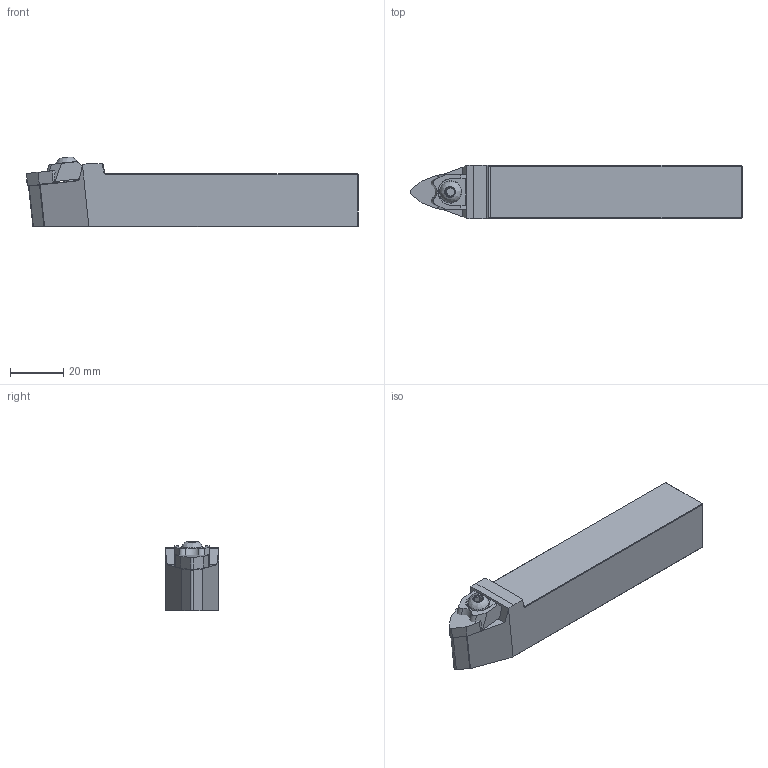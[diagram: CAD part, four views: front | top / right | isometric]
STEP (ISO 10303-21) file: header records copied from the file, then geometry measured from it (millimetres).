
FILE_DESCRIPTION(/* description */ (''),/* implementation_level */ '2;1');
FILE_NAME(/* name */ 'MWMNN-2020-K06.stp',/* time_stamp */ '2023-10-04T08:39:58+03:00',/* author */ (''),/* organization */ (''),/* preprocessor_version */ 'ST-DEVELOPER v19.4',/* originating_system */ 'SIEMENS PLM Software NX2306.3001',/* authorisation */ '');
FILE_SCHEMA (('AUTOMOTIVE_DESIGN { 1 0 10303 214 3 1 1 1 }'));
Length unit declared in the file: millimetre
Products named in the file (1): MWMNN-2020-K06
Bounding box: 124.56 x 20 x 26.26 mm (x, y, z)
Volume: 418 mm3; surface area: 10928.5 mm2
Topology: 1 solids, 2 shells, 87 faces, 224 edges, 144 vertices
Faces by surface type: plane 62, cylinder 12, cone 5, extrusion 3, bspline 3, torus 2
Full cylindrical faces by diameter (mm): 4.9 x1, 7 x1
Entity records: 3438 total; most frequent: CARTESIAN_POINT 1383, ORIENTED_EDGE 414, DIRECTION 396, EDGE_CURVE 207, VECTOR 156, LINE 153, VERTEX_POINT 136, AXIS2_PLACEMENT_3D 120
